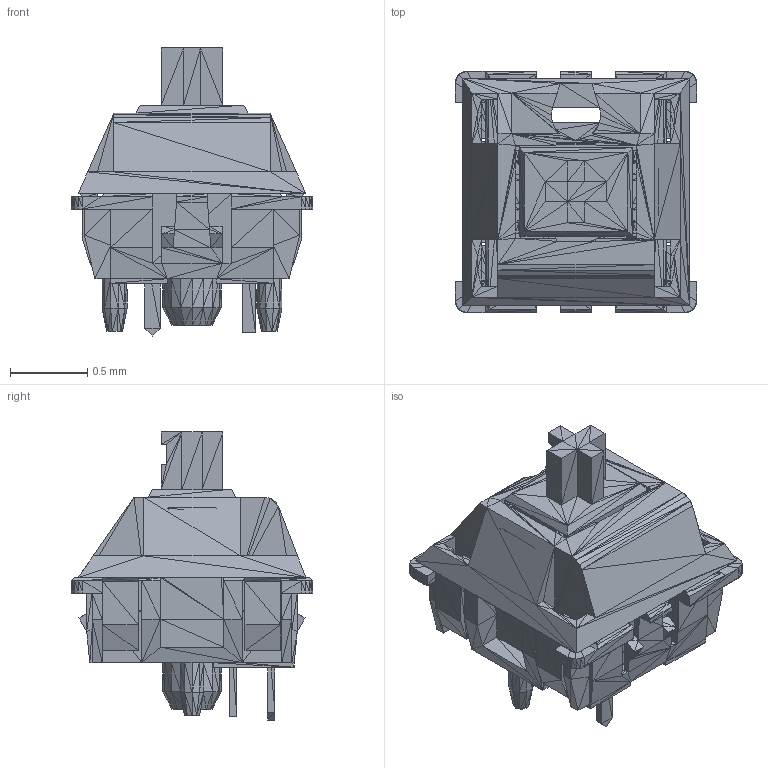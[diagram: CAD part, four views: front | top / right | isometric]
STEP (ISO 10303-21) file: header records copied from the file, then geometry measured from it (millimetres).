
FILE_DESCRIPTION((''),'2;1');
FILE_NAME('keyswitch brown.glb', '2026-01-08T18:55:08', (''), (''), 'ImageToStl.com STEP Converter','', '');
FILE_SCHEMA(('AUTOMOTIVE_DESIGN_CC2'));
Length unit declared in the file: metre
Products named in the file (5): product0; product1; product2; product3; product4
Bounding box: 1.56 x 1.56 x 1.86 mm (x, y, z)
Surface area: 26.3 mm2 (no closed solid volume)
Topology: 0 solids, 2044 shells, 2044 faces, 6128 edges, 2667 vertices
Faces by surface type: plane 2044
Entity records: 50387 total; most frequent: DIRECTION 10222, ORIENTED_EDGE 6132, EDGE_CURVE 6132, LINE 6132, VECTOR 6132, CARTESIAN_POINT 2668, VERTEX_POINT 2667, AXIS2_PLACEMENT_3D 2045
